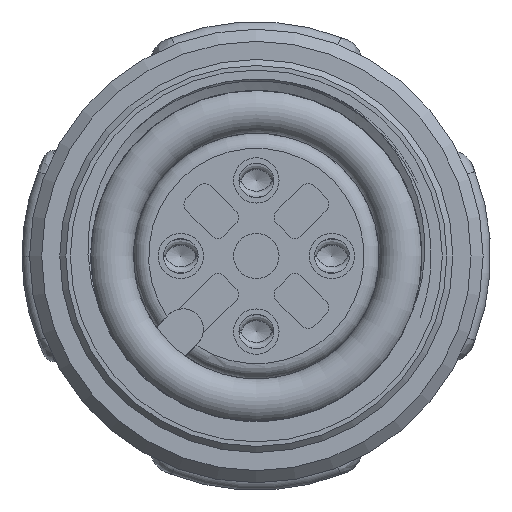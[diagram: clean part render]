
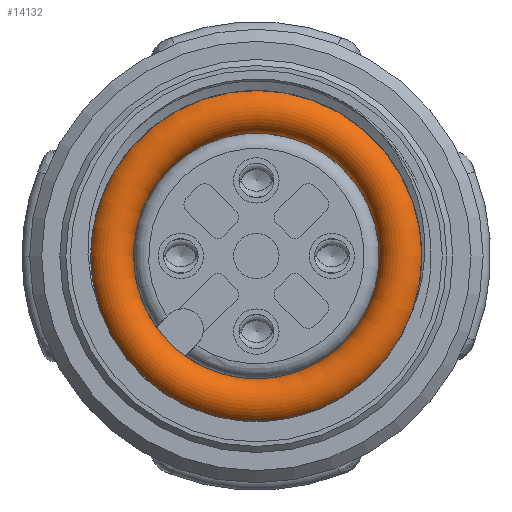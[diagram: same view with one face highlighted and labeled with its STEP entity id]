
A CAD part, front view. The second image highlights one B-rep face of the part: STEP entity #14132.
In plain terms, the highlighted toroidal (fillet/blend) face has major radius 4.812 mm and minor radius 0.75 mm.
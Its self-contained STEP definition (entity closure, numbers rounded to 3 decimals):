
#376=TOROIDAL_SURFACE($,#16080,4.812,0.75);
#1732=CIRCLE($,#16081,0.75);
#1733=CIRCLE($,#16082,5.562);
#2993=FACE_OUTER_BOUND($,#4012,.T.);
#4012=EDGE_LOOP($,(#13020,#13022,#13021,#13023));
#6861=VERTEX_POINT($,#32423);
#8914=EDGE_CURVE($,#6861,#6861,#1732,.T.);
#8915=EDGE_CURVE($,#6861,#6861,#1733,.T.);
#13020=ORIENTED_EDGE($,*,*,#8914,.T.);
#13021=ORIENTED_EDGE($,*,*,#8914,.F.);
#13022=ORIENTED_EDGE($,*,*,#8915,.T.);
#13023=ORIENTED_EDGE($,*,*,#8915,.F.);
#14132=ADVANCED_FACE($,(#2993),#376,.T.);
#16080=AXIS2_PLACEMENT_3D($,#32420,#20681,#20682);
#16081=AXIS2_PLACEMENT_3D($,#32421,#20683,#20684);
#16082=AXIS2_PLACEMENT_3D($,#32422,#20685,#20686);
#20681=DIRECTION('center_axis',(0.,-1.,0.));
#20682=DIRECTION('ref_axis',(0.,0.,-1.));
#20683=DIRECTION('center_axis',(-1.,0.,0.));
#20684=DIRECTION('ref_axis',(0.,0.,-1.));
#20685=DIRECTION('center_axis',(0.,1.,0.));
#20686=DIRECTION('ref_axis',(0.,0.,-1.));
#32420=CARTESIAN_POINT('Origin',(0.,0.,0.));
#32421=CARTESIAN_POINT('Origin',(0.,0.,-4.813));
#32422=CARTESIAN_POINT('Origin',(0.,0.,0.));
#32423=CARTESIAN_POINT('',(0.,0.,-5.562));
